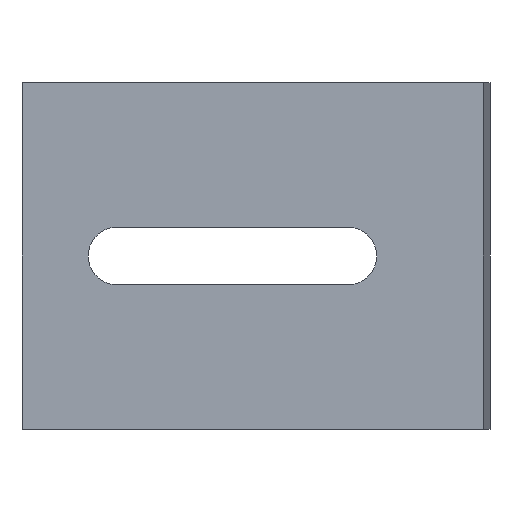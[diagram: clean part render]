
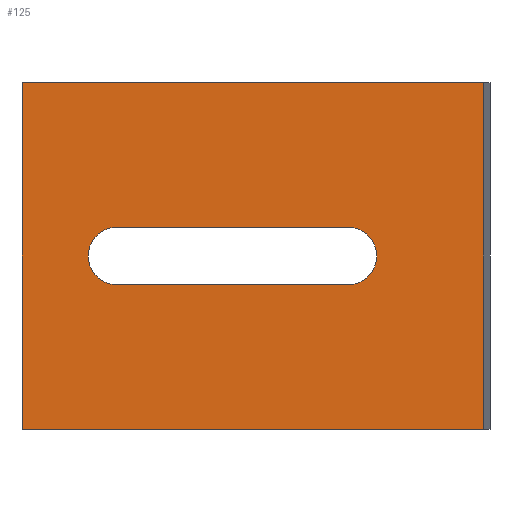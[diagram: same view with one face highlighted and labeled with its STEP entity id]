
A CAD part, front view. The second image highlights one B-rep face of the part: STEP entity #125.
In plain terms, the highlighted planar face has unit normal (0, -1, 0).
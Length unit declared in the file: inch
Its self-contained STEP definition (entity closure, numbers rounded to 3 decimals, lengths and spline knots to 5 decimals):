
#3 = CARTESIAN_POINT ( 'NONE',  ( -1.58781, 0., 0.875 ) ) ;
#11 = VERTEX_POINT ( 'NONE', #83 ) ;
#14 = EDGE_CURVE ( 'NONE', #268, #247, #367, .T. ) ;
#31 = VECTOR ( 'NONE', #472, 39.37008 ) ;
#37 = LINE ( 'NONE', #279, #251 ) ;
#39 = CIRCLE ( 'NONE', #269, 0.125 ) ;
#43 = PLANE ( 'NONE',  #489 ) ;
#83 = CARTESIAN_POINT ( 'NONE',  ( 0., 0., 0. ) ) ;
#120 = VECTOR ( 'NONE', #512, 39.37008 ) ;
#125 = ADVANCED_FACE ( 'NONE', ( #416, #614 ), #43, .F. ) ;
#127 = DIRECTION ( 'NONE',  ( 1., 0., 0. ) ) ;
#131 = CARTESIAN_POINT ( 'NONE',  ( -2., 0., 1.5 ) ) ;
#139 = AXIS2_PLACEMENT_3D ( 'NONE', #619, #414, #375 ) ;
#149 = DIRECTION ( 'NONE',  ( 0., 0., 1. ) ) ;
#152 = VECTOR ( 'NONE', #413, 39.37008 ) ;
#162 = EDGE_CURVE ( 'NONE', #256, #249, #39, .T. ) ;
#174 = VERTEX_POINT ( 'NONE', #577 ) ;
#192 = LINE ( 'NONE', #327, #622 ) ;
#194 = EDGE_LOOP ( 'NONE', ( #337, #547, #584, #551 ) ) ;
#201 = DIRECTION ( 'NONE',  ( 1., 0., 0. ) ) ;
#222 = ORIENTED_EDGE ( 'NONE', *, *, #610, .F. ) ;
#247 = VERTEX_POINT ( 'NONE', #383 ) ;
#249 = VERTEX_POINT ( 'NONE', #478 ) ;
#251 = VECTOR ( 'NONE', #127, 39.37008 ) ;
#256 = VERTEX_POINT ( 'NONE', #3 ) ;
#268 = VERTEX_POINT ( 'NONE', #501 ) ;
#269 = AXIS2_PLACEMENT_3D ( 'NONE', #468, #392, #149 ) ;
#279 = CARTESIAN_POINT ( 'NONE',  ( -2., 0., 0. ) ) ;
#289 = ORIENTED_EDGE ( 'NONE', *, *, #475, .T. ) ;
#292 = CARTESIAN_POINT ( 'NONE',  ( -2., 0., 1.5 ) ) ;
#299 = VERTEX_POINT ( 'NONE', #558 ) ;
#311 = LINE ( 'NONE', #455, #152 ) ;
#327 = CARTESIAN_POINT ( 'NONE',  ( -2., 0., 1.5 ) ) ;
#337 = ORIENTED_EDGE ( 'NONE', *, *, #445, .F. ) ;
#356 = ORIENTED_EDGE ( 'NONE', *, *, #394, .F. ) ;
#367 = CIRCLE ( 'NONE', #139, 0.125 ) ;
#375 = DIRECTION ( 'NONE',  ( 0., 0., 1. ) ) ;
#383 = CARTESIAN_POINT ( 'NONE',  ( -0.58781, 0., 0.875 ) ) ;
#385 = LINE ( 'NONE', #292, #31 ) ;
#392 = DIRECTION ( 'NONE',  ( 0., -1., 0. ) ) ;
#394 = EDGE_CURVE ( 'NONE', #299, #11, #311, .T. ) ;
#407 = VERTEX_POINT ( 'NONE', #131 ) ;
#413 = DIRECTION ( 'NONE',  ( 0., 0., -1. ) ) ;
#414 = DIRECTION ( 'NONE',  ( 0., -1., 0. ) ) ;
#416 = FACE_BOUND ( 'NONE', #194, .T. ) ;
#420 = LINE ( 'NONE', #607, #437 ) ;
#424 = DIRECTION ( 'NONE',  ( 0., 0., 1. ) ) ;
#427 = EDGE_CURVE ( 'NONE', #247, #256, #420, .T. ) ;
#437 = VECTOR ( 'NONE', #615, 39.37008 ) ;
#445 = EDGE_CURVE ( 'NONE', #249, #268, #463, .T. ) ;
#455 = CARTESIAN_POINT ( 'NONE',  ( 0., 0., 1.5 ) ) ;
#463 = LINE ( 'NONE', #609, #120 ) ;
#468 = CARTESIAN_POINT ( 'NONE',  ( -1.58781, 0., 0.75 ) ) ;
#472 = DIRECTION ( 'NONE',  ( 0., 0., -1. ) ) ;
#474 = EDGE_LOOP ( 'NONE', ( #289, #356, #222, #598 ) ) ;
#475 = EDGE_CURVE ( 'NONE', #174, #11, #37, .T. ) ;
#478 = CARTESIAN_POINT ( 'NONE',  ( -1.58781, 0., 0.625 ) ) ;
#489 = AXIS2_PLACEMENT_3D ( 'NONE', #510, #565, #424 ) ;
#501 = CARTESIAN_POINT ( 'NONE',  ( -0.58781, 0., 0.625 ) ) ;
#510 = CARTESIAN_POINT ( 'NONE',  ( -2., 0., 1.5 ) ) ;
#512 = DIRECTION ( 'NONE',  ( 1., 0., 0. ) ) ;
#547 = ORIENTED_EDGE ( 'NONE', *, *, #162, .F. ) ;
#551 = ORIENTED_EDGE ( 'NONE', *, *, #14, .F. ) ;
#558 = CARTESIAN_POINT ( 'NONE',  ( 0., 0., 1.5 ) ) ;
#565 = DIRECTION ( 'NONE',  ( 0., 1., 0. ) ) ;
#577 = CARTESIAN_POINT ( 'NONE',  ( -2., 0., 0. ) ) ;
#584 = ORIENTED_EDGE ( 'NONE', *, *, #427, .F. ) ;
#589 = EDGE_CURVE ( 'NONE', #407, #174, #385, .T. ) ;
#598 = ORIENTED_EDGE ( 'NONE', *, *, #589, .T. ) ;
#607 = CARTESIAN_POINT ( 'NONE',  ( -1.58781, 0., 0.875 ) ) ;
#609 = CARTESIAN_POINT ( 'NONE',  ( -1.58781, 0., 0.625 ) ) ;
#610 = EDGE_CURVE ( 'NONE', #407, #299, #192, .T. ) ;
#614 = FACE_OUTER_BOUND ( 'NONE', #474, .T. ) ;
#615 = DIRECTION ( 'NONE',  ( -1., 0., 0. ) ) ;
#619 = CARTESIAN_POINT ( 'NONE',  ( -0.58781, 0., 0.75 ) ) ;
#622 = VECTOR ( 'NONE', #201, 39.37008 ) ;
